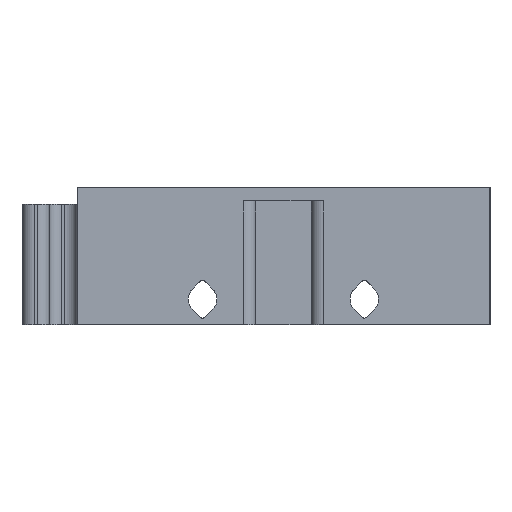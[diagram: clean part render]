
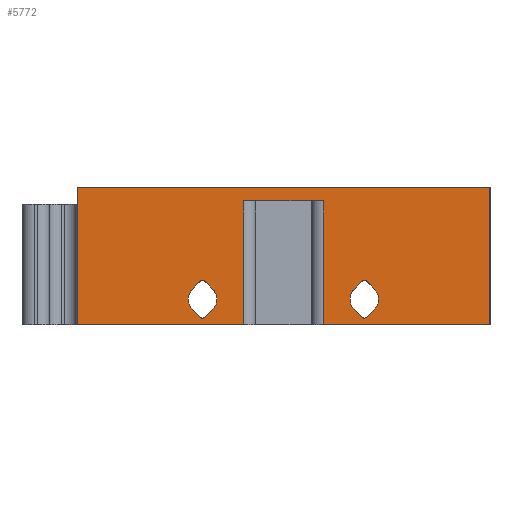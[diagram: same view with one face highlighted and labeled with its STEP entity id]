
A CAD part, left-side view. The second image highlights one B-rep face of the part: STEP entity #5772.
In plain terms, the highlighted planar face has unit normal (-1, 0, 0).
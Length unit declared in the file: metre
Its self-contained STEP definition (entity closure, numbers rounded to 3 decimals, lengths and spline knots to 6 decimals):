
#248=CIRCLE('',#6124,0.0004);
#249=CIRCLE('',#6125,0.002075);
#250=CIRCLE('',#6126,0.0004);
#251=CIRCLE('',#6127,0.002075);
#252=CIRCLE('',#6128,0.002075);
#253=CIRCLE('',#6129,0.0004);
#254=CIRCLE('',#6130,0.002075);
#255=CIRCLE('',#6131,0.0004);
#617=ORIENTED_EDGE('',*,*,#2440,.F.);
#618=ORIENTED_EDGE('',*,*,#2441,.T.);
#619=ORIENTED_EDGE('',*,*,#2442,.T.);
#620=ORIENTED_EDGE('',*,*,#2443,.T.);
#621=ORIENTED_EDGE('',*,*,#2444,.T.);
#622=ORIENTED_EDGE('',*,*,#2445,.T.);
#623=ORIENTED_EDGE('',*,*,#2446,.F.);
#624=ORIENTED_EDGE('',*,*,#2447,.T.);
#625=ORIENTED_EDGE('',*,*,#2448,.T.);
#626=ORIENTED_EDGE('',*,*,#2449,.T.);
#627=ORIENTED_EDGE('',*,*,#2389,.F.);
#628=ORIENTED_EDGE('',*,*,#2450,.T.);
#629=ORIENTED_EDGE('',*,*,#2451,.T.);
#630=ORIENTED_EDGE('',*,*,#2452,.F.);
#631=ORIENTED_EDGE('',*,*,#2453,.T.);
#632=ORIENTED_EDGE('',*,*,#2454,.T.);
#633=ORIENTED_EDGE('',*,*,#2455,.F.);
#634=ORIENTED_EDGE('',*,*,#2456,.T.);
#635=ORIENTED_EDGE('',*,*,#2457,.F.);
#636=ORIENTED_EDGE('',*,*,#2458,.F.);
#637=ORIENTED_EDGE('',*,*,#2459,.F.);
#638=ORIENTED_EDGE('',*,*,#2460,.F.);
#639=ORIENTED_EDGE('',*,*,#2461,.F.);
#640=ORIENTED_EDGE('',*,*,#2462,.T.);
#2389=EDGE_CURVE('',#3301,#3299,#3903,.F.);
#2440=EDGE_CURVE('',#3351,#3352,#3928,.T.);
#2441=EDGE_CURVE('',#3351,#3353,#248,.T.);
#2442=EDGE_CURVE('',#3353,#3354,#3929,.T.);
#2443=EDGE_CURVE('',#3354,#3355,#249,.T.);
#2444=EDGE_CURVE('',#3355,#3356,#3930,.T.);
#2445=EDGE_CURVE('',#3356,#3357,#250,.T.);
#2446=EDGE_CURVE('',#3358,#3357,#3931,.T.);
#2447=EDGE_CURVE('',#3358,#3352,#251,.T.);
#2448=EDGE_CURVE('',#3359,#3360,#3932,.F.);
#2449=EDGE_CURVE('',#3360,#3299,#3933,.T.);
#2450=EDGE_CURVE('',#3301,#3361,#3934,.F.);
#2451=EDGE_CURVE('',#3361,#3362,#3935,.F.);
#2452=EDGE_CURVE('',#3363,#3362,#3936,.T.);
#2453=EDGE_CURVE('',#3363,#3364,#3937,.F.);
#2454=EDGE_CURVE('',#3364,#3359,#3938,.F.);
#2455=EDGE_CURVE('',#3365,#3366,#252,.F.);
#2456=EDGE_CURVE('',#3365,#3367,#3939,.T.);
#2457=EDGE_CURVE('',#3368,#3367,#253,.F.);
#2458=EDGE_CURVE('',#3369,#3368,#3940,.T.);
#2459=EDGE_CURVE('',#3370,#3369,#254,.F.);
#2460=EDGE_CURVE('',#3371,#3370,#3941,.T.);
#2461=EDGE_CURVE('',#3372,#3371,#255,.F.);
#2462=EDGE_CURVE('',#3372,#3366,#3942,.T.);
#3299=VERTEX_POINT('',#7991);
#3301=VERTEX_POINT('',#7995);
#3351=VERTEX_POINT('',#8127);
#3352=VERTEX_POINT('',#8128);
#3353=VERTEX_POINT('',#8130);
#3354=VERTEX_POINT('',#8132);
#3355=VERTEX_POINT('',#8134);
#3356=VERTEX_POINT('',#8136);
#3357=VERTEX_POINT('',#8138);
#3358=VERTEX_POINT('',#8140);
#3359=VERTEX_POINT('',#8143);
#3360=VERTEX_POINT('',#8144);
#3361=VERTEX_POINT('',#8147);
#3362=VERTEX_POINT('',#8149);
#3363=VERTEX_POINT('',#8151);
#3364=VERTEX_POINT('',#8153);
#3365=VERTEX_POINT('',#8156);
#3366=VERTEX_POINT('',#8157);
#3367=VERTEX_POINT('',#8159);
#3368=VERTEX_POINT('',#8161);
#3369=VERTEX_POINT('',#8163);
#3370=VERTEX_POINT('',#8165);
#3371=VERTEX_POINT('',#8167);
#3372=VERTEX_POINT('',#8169);
#3903=LINE('',#7996,#4441);
#3928=LINE('',#8126,#4466);
#3929=LINE('',#8131,#4467);
#3930=LINE('',#8135,#4468);
#3931=LINE('',#8139,#4469);
#3932=LINE('',#8142,#4470);
#3933=LINE('',#8145,#4471);
#3934=LINE('',#8146,#4472);
#3935=LINE('',#8148,#4473);
#3936=LINE('',#8150,#4474);
#3937=LINE('',#8152,#4475);
#3938=LINE('',#8154,#4476);
#3939=LINE('',#8158,#4477);
#3940=LINE('',#8162,#4478);
#3941=LINE('',#8166,#4479);
#3942=LINE('',#8170,#4480);
#4441=VECTOR('',#6554,1.);
#4466=VECTOR('',#6607,1.);
#4467=VECTOR('',#6610,1.);
#4468=VECTOR('',#6613,1.);
#4469=VECTOR('',#6616,1.);
#4470=VECTOR('',#6619,1.);
#4471=VECTOR('',#6620,1.);
#4472=VECTOR('',#6621,1.);
#4473=VECTOR('',#6622,1.);
#4474=VECTOR('',#6623,1.);
#4475=VECTOR('',#6624,1.);
#4476=VECTOR('',#6625,1.);
#4477=VECTOR('',#6628,1.);
#4478=VECTOR('',#6631,1.);
#4479=VECTOR('',#6634,1.);
#4480=VECTOR('',#6637,1.);
#4974=EDGE_LOOP('',(#617,#618,#619,#620,#621,#622,#623,#624));
#4975=EDGE_LOOP('',(#625,#626,#627,#628,#629,#630,#631,#632));
#4976=EDGE_LOOP('',(#633,#634,#635,#636,#637,#638,#639,#640));
#5302=FACE_BOUND('',#4974,.T.);
#5303=FACE_BOUND('',#4975,.T.);
#5304=FACE_BOUND('',#4976,.T.);
#5626=PLANE('',#6123);
#5772=ADVANCED_FACE('',(#5302,#5303,#5304),#5626,.F.);
#6123=AXIS2_PLACEMENT_3D('',#8125,#6605,#6606);
#6124=AXIS2_PLACEMENT_3D('',#8129,#6608,#6609);
#6125=AXIS2_PLACEMENT_3D('',#8133,#6611,#6612);
#6126=AXIS2_PLACEMENT_3D('',#8137,#6614,#6615);
#6127=AXIS2_PLACEMENT_3D('',#8141,#6617,#6618);
#6128=AXIS2_PLACEMENT_3D('',#8155,#6626,#6627);
#6129=AXIS2_PLACEMENT_3D('',#8160,#6629,#6630);
#6130=AXIS2_PLACEMENT_3D('',#8164,#6632,#6633);
#6131=AXIS2_PLACEMENT_3D('',#8168,#6635,#6636);
#6554=DIRECTION('',(0.,1.,0.));
#6605=DIRECTION('',(1.,0.,0.));
#6606=DIRECTION('',(0.,1.,0.));
#6607=DIRECTION('',(0.,-0.707,0.707));
#6608=DIRECTION('',(1.,0.,0.));
#6609=DIRECTION('',(0.,1.,0.));
#6610=DIRECTION('',(0.,0.707,0.707));
#6611=DIRECTION('',(1.,0.,0.));
#6612=DIRECTION('',(0.,1.,0.));
#6613=DIRECTION('',(0.,-0.707,0.707));
#6614=DIRECTION('',(1.,0.,0.));
#6615=DIRECTION('',(0.,1.,0.));
#6616=DIRECTION('',(0.,0.707,0.707));
#6617=DIRECTION('',(1.,0.,0.));
#6618=DIRECTION('',(0.,1.,0.));
#6619=DIRECTION('',(0.,1.,0.));
#6620=DIRECTION('',(0.,0.,1.));
#6621=DIRECTION('',(0.,0.,1.));
#6622=DIRECTION('',(0.,1.,0.));
#6623=DIRECTION('',(0.,0.,-1.));
#6624=DIRECTION('',(0.,1.,0.));
#6625=DIRECTION('',(0.,0.,1.));
#6626=DIRECTION('',(1.,0.,0.));
#6627=DIRECTION('',(0.,1.,0.));
#6628=DIRECTION('',(0.,-0.707,0.707));
#6629=DIRECTION('',(1.,0.,0.));
#6630=DIRECTION('',(0.,1.,0.));
#6631=DIRECTION('',(0.,0.707,0.707));
#6632=DIRECTION('',(1.,0.,0.));
#6633=DIRECTION('',(0.,1.,0.));
#6634=DIRECTION('',(0.,-0.707,0.707));
#6635=DIRECTION('',(1.,0.,0.));
#6636=DIRECTION('',(0.,1.,0.));
#6637=DIRECTION('',(0.,0.707,0.707));
#7991=CARTESIAN_POINT('',(0.630025,0.51,0.38));
#7995=CARTESIAN_POINT('',(0.630025,0.569975,0.38));
#7996=CARTESIAN_POINT('',(0.630025,0.497889,0.38));
#8125=CARTESIAN_POINT('',(0.630025,0.497889,0.38));
#8126=CARTESIAN_POINT('',(0.630025,0.503477,0.385588));
#8127=CARTESIAN_POINT('',(0.630025,0.527984,0.361082));
#8128=CARTESIAN_POINT('',(0.630025,0.526799,0.362266));
#8129=CARTESIAN_POINT('',(0.630025,0.528267,0.361365));
#8130=CARTESIAN_POINT('',(0.630025,0.528549,0.361082));
#8131=CARTESIAN_POINT('',(0.630025,0.522678,0.355211));
#8132=CARTESIAN_POINT('',(0.630025,0.529734,0.362266));
#8133=CARTESIAN_POINT('',(0.630025,0.528267,0.363733));
#8134=CARTESIAN_POINT('',(0.630025,0.529734,0.365201));
#8135=CARTESIAN_POINT('',(0.630025,0.506412,0.388523));
#8136=CARTESIAN_POINT('',(0.630025,0.528549,0.366385));
#8137=CARTESIAN_POINT('',(0.630025,0.528267,0.366102));
#8138=CARTESIAN_POINT('',(0.630025,0.527984,0.366385));
#8139=CARTESIAN_POINT('',(0.630025,0.519744,0.358145));
#8140=CARTESIAN_POINT('',(0.630025,0.526799,0.365201));
#8141=CARTESIAN_POINT('',(0.630025,0.528267,0.363733));
#8142=CARTESIAN_POINT('',(0.630025,0.497889,0.36));
#8143=CARTESIAN_POINT('',(0.630025,0.534222,0.36));
#8144=CARTESIAN_POINT('',(0.630025,0.51,0.36));
#8145=CARTESIAN_POINT('',(0.630025,0.51,0.38));
#8146=CARTESIAN_POINT('',(0.630025,0.569975,0.38));
#8147=CARTESIAN_POINT('',(0.630025,0.569975,0.36));
#8148=CARTESIAN_POINT('',(0.630025,0.497889,0.36));
#8149=CARTESIAN_POINT('',(0.630025,0.545778,0.36));
#8150=CARTESIAN_POINT('',(0.630025,0.545778,0.38));
#8151=CARTESIAN_POINT('',(0.630025,0.545778,0.378));
#8152=CARTESIAN_POINT('',(0.630025,0.497889,0.378));
#8153=CARTESIAN_POINT('',(0.630025,0.534222,0.378));
#8154=CARTESIAN_POINT('',(0.630025,0.534222,0.38));
#8155=CARTESIAN_POINT('',(0.630025,0.551733,0.363733));
#8156=CARTESIAN_POINT('',(0.630025,0.553201,0.365201));
#8157=CARTESIAN_POINT('',(0.630025,0.553201,0.362266));
#8158=CARTESIAN_POINT('',(0.630025,0.518145,0.400256));
#8159=CARTESIAN_POINT('',(0.630025,0.552016,0.366385));
#8160=CARTESIAN_POINT('',(0.630025,0.551733,0.366102));
#8161=CARTESIAN_POINT('',(0.630025,0.551451,0.366385));
#8162=CARTESIAN_POINT('',(0.630025,0.531477,0.346412));
#8163=CARTESIAN_POINT('',(0.630025,0.550266,0.365201));
#8164=CARTESIAN_POINT('',(0.630025,0.551733,0.363733));
#8165=CARTESIAN_POINT('',(0.630025,0.550266,0.362266));
#8166=CARTESIAN_POINT('',(0.630025,0.515211,0.397322));
#8167=CARTESIAN_POINT('',(0.630025,0.551451,0.361082));
#8168=CARTESIAN_POINT('',(0.630025,0.551733,0.361365));
#8169=CARTESIAN_POINT('',(0.630025,0.552016,0.361082));
#8170=CARTESIAN_POINT('',(0.630025,0.534412,0.343477));
